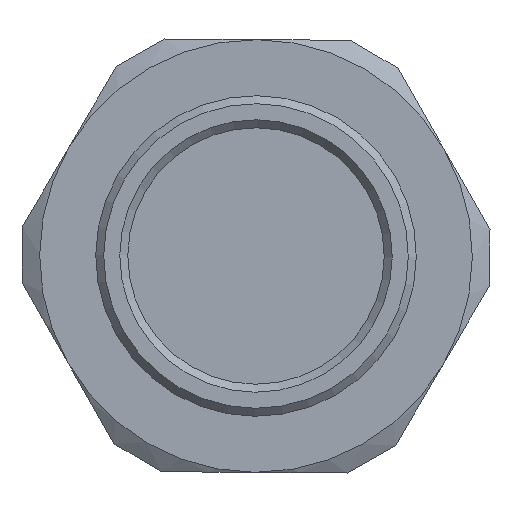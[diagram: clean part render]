
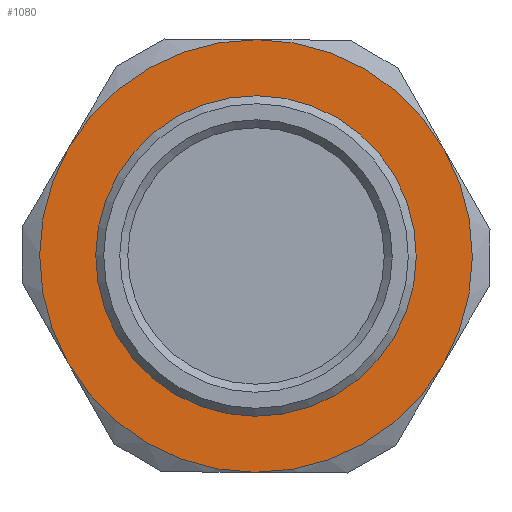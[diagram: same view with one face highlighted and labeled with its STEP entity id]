
A CAD part, front view. The second image highlights one B-rep face of the part: STEP entity #1080.
In plain terms, the highlighted planar face has unit normal (0, -1, 0).
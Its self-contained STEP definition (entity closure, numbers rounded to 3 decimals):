
#230=FACE_BOUND('',#338,.T.);
#270=FACE_OUTER_BOUND('',#337,.T.);
#337=EDGE_LOOP('',(#809,#810,#811,#812,#813,#814));
#338=EDGE_LOOP('',(#815));
#382=CIRCLE('',#1164,13.5);
#383=CIRCLE('',#1166,13.5);
#384=CIRCLE('',#1168,13.5);
#385=CIRCLE('',#1170,13.5);
#386=CIRCLE('',#1172,13.5);
#387=CIRCLE('',#1174,13.5);
#398=CIRCLE('',#1195,9.5);
#428=VERTEX_POINT('',#1584);
#435=VERTEX_POINT('',#1614);
#441=VERTEX_POINT('',#1642);
#447=VERTEX_POINT('',#1670);
#453=VERTEX_POINT('',#1698);
#459=VERTEX_POINT('',#1726);
#467=VERTEX_POINT('',#1789);
#573=EDGE_CURVE('',#453,#447,#382,.T.);
#574=EDGE_CURVE('',#459,#453,#383,.T.);
#575=EDGE_CURVE('',#428,#459,#384,.T.);
#576=EDGE_CURVE('',#435,#428,#385,.T.);
#577=EDGE_CURVE('',#441,#435,#386,.T.);
#578=EDGE_CURVE('',#447,#441,#387,.T.);
#592=EDGE_CURVE('',#467,#467,#398,.T.);
#809=ORIENTED_EDGE('',*,*,#577,.F.);
#810=ORIENTED_EDGE('',*,*,#578,.F.);
#811=ORIENTED_EDGE('',*,*,#573,.F.);
#812=ORIENTED_EDGE('',*,*,#574,.F.);
#813=ORIENTED_EDGE('',*,*,#575,.F.);
#814=ORIENTED_EDGE('',*,*,#576,.F.);
#815=ORIENTED_EDGE('',*,*,#592,.T.);
#959=PLANE('',#1196);
#1080=ADVANCED_FACE('',(#270,#230),#959,.T.);
#1164=AXIS2_PLACEMENT_3D('',#1751,#1342,#1343);
#1166=AXIS2_PLACEMENT_3D('',#1753,#1346,#1347);
#1168=AXIS2_PLACEMENT_3D('',#1755,#1350,#1351);
#1170=AXIS2_PLACEMENT_3D('',#1757,#1354,#1355);
#1172=AXIS2_PLACEMENT_3D('',#1759,#1358,#1359);
#1174=AXIS2_PLACEMENT_3D('',#1761,#1362,#1363);
#1195=AXIS2_PLACEMENT_3D('',#1790,#1407,#1408);
#1196=AXIS2_PLACEMENT_3D('',#1792,#1410,#1411);
#1342=DIRECTION('center_axis',(0.,1.,0.));
#1343=DIRECTION('ref_axis',(1.,0.,-0.007));
#1346=DIRECTION('center_axis',(0.,1.,0.));
#1347=DIRECTION('ref_axis',(1.,0.,-0.007));
#1350=DIRECTION('center_axis',(0.,1.,0.));
#1351=DIRECTION('ref_axis',(1.,0.,-0.007));
#1354=DIRECTION('center_axis',(0.,1.,0.));
#1355=DIRECTION('ref_axis',(1.,0.,-0.007));
#1358=DIRECTION('center_axis',(0.,1.,0.));
#1359=DIRECTION('ref_axis',(1.,0.,-0.007));
#1362=DIRECTION('center_axis',(0.,1.,0.));
#1363=DIRECTION('ref_axis',(1.,0.,-0.007));
#1407=DIRECTION('center_axis',(0.,1.,0.));
#1408=DIRECTION('ref_axis',(1.,0.,-0.007));
#1410=DIRECTION('center_axis',(0.,-1.,0.));
#1411=DIRECTION('ref_axis',(-0.007,0.,
-1.));
#1584=CARTESIAN_POINT('',(48.821,-91.45,102.385));
#1614=CARTESIAN_POINT('',(37.083,-91.45,95.716));
#1642=CARTESIAN_POINT('',(36.989,-91.45,82.216));
#1670=CARTESIAN_POINT('',(48.633,-91.45,75.385));
#1698=CARTESIAN_POINT('',(60.371,-91.45,82.054));
#1726=CARTESIAN_POINT('',(60.465,-91.45,95.554));
#1751=CARTESIAN_POINT('Origin',(48.727,-91.45,88.885));
#1753=CARTESIAN_POINT('Origin',(48.727,-91.45,88.885));
#1755=CARTESIAN_POINT('Origin',(48.727,-91.45,88.885));
#1757=CARTESIAN_POINT('Origin',(48.727,-91.45,88.885));
#1759=CARTESIAN_POINT('Origin',(48.727,-91.45,88.885));
#1761=CARTESIAN_POINT('Origin',(48.727,-91.45,88.885));
#1789=CARTESIAN_POINT('',(58.227,-91.45,88.819));
#1790=CARTESIAN_POINT('Origin',(48.727,-91.45,88.885));
#1792=CARTESIAN_POINT('Origin',(35.227,-91.45,88.979));
